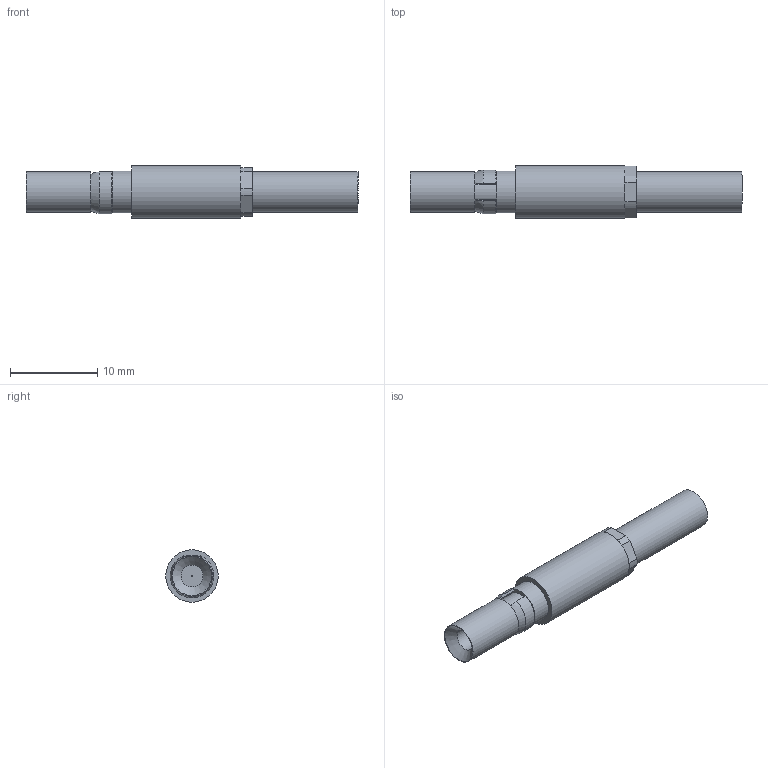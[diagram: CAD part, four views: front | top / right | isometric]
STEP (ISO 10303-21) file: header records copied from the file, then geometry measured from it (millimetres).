
FILE_DESCRIPTION(/* description */ (''),/* implementation_level */ '2;1');
FILE_NAME(/* name */ '100190958ugm000_b.stp',/* time_stamp */ '2017-10-26T13:30:05+02:00',/* author */ (''),/* organization */ (''),/* preprocessor_version */ 'ST-DEVELOPER v16',/* originating_system */ 'SIEMENS PLM Software NX 10.0',/* authorisation */ '');
FILE_SCHEMA (('AUTOMOTIVE_DESIGN { 1 0 10303 214 3 1 1 1 }'));
Length unit declared in the file: millimetre
Products named in the file (1): 100190958ugm000_b
Bounding box: 38 x 6 x 6 mm (x, y, z)
Volume: 701.6 mm3; surface area: 871.9 mm2
Topology: 2 solids, 2 shells, 36 faces, 79 edges, 54 vertices
Faces by surface type: plane 17, cylinder 16, cone 2, bspline 1
Full cylindrical faces by diameter (mm): 0.05 x1, 2.5 x2, 3.85 x1, 4.6 x1, 4.65 x1, 4.8 x1, 6 x1
Entity records: 1149 total; most frequent: DIRECTION 180, CARTESIAN_POINT 180, ORIENTED_EDGE 138, AXIS2_PLACEMENT_3D 75, EDGE_CURVE 69, EDGE_LOOP 54, VERTEX_POINT 53, CIRCLE 39
